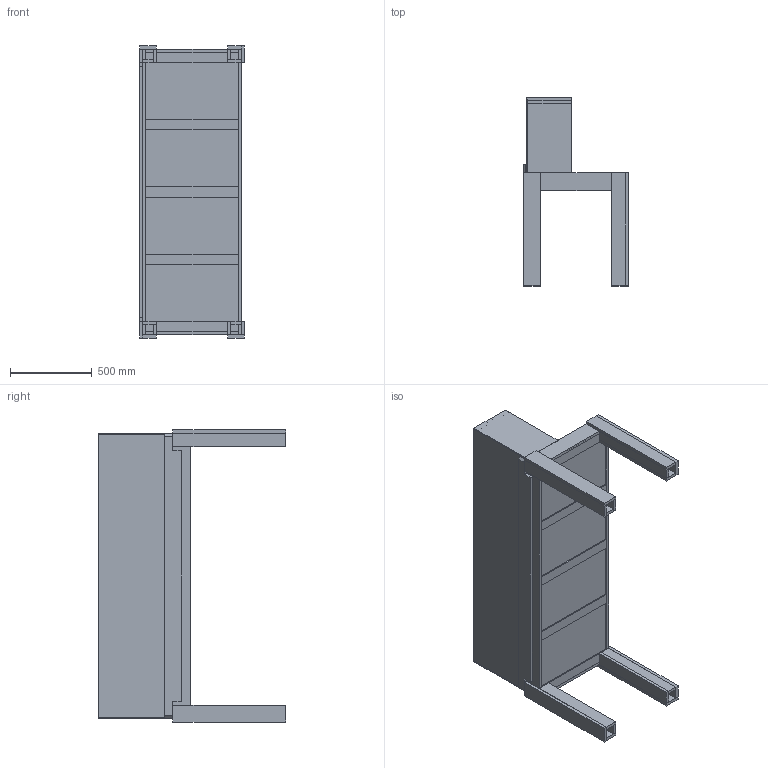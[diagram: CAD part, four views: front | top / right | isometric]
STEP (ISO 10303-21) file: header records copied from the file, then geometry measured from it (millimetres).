
FILE_DESCRIPTION(/* description */ (''),/* implementation_level */ '2;1');
FILE_NAME(/* name */ 'lego table v49.step',/* time_stamp */ '2020-09-25T10:38:30-05:00',/* author */ (''),/* organization */ (''),/* preprocessor_version */ 'ST-DEVELOPER v18.1',/* originating_system */ 'Autodesk Translation Framework v9.3.0.1241',/* authorisation */ '');
FILE_SCHEMA (('AUTOMOTIVE_DESIGN { 1 0 10303 214 3 1 1 }'));
Length unit declared in the file: inch
Products named in the file (28): lego table; back; side; front; front trim; bottom insert; rail support; leg; leg_1; leg_2; leg_3; legA; legB; legC; legD; roller shelf; base; side_1; slider; stiffener; base stiffener; divider; shelf leg a; shelf leg b; shelf; shelf trim; shelf backing; shelf rear support
Assembly tree (51 placements, depth 3):
  lego table
    back
    side  x2
    front
    front trim
    bottom insert
    rail support  x2
    leg
      legA
      legB
      legC
      legD
    leg_1
      legA
      legB
      legC
      legD
    leg_2
      legA
      legB
      legC
      legD
    leg_3
      legA
      legB
      legC
      legD
    roller shelf
      base
      side_1  x2
      stiffener  x3
      slider  x2
    base stiffener  x5
    divider  x3
    shelf leg a
    shelf leg b
    shelf
    shelf trim
    shelf backing
    shelf rear support
Bounding box: 641.35 x 1149.35 x 1790.7 mm (x, y, z)
Volume: 64459815.2 mm3; surface area: 11050158.2 mm2
Topology: 46 solids, 46 shells, 353 faces, 777 edges, 510 vertices
Faces by surface type: plane 317, cylinder 22, cone 8, bspline 6
Full cylindrical faces by diameter (mm): 3.505 x16
Entity records: 6701 total; most frequent: CARTESIAN_POINT 1260, DIRECTION 1014, ORIENTED_EDGE 888, EDGE_CURVE 444, LINE 398, VECTOR 398, AXIS2_PLACEMENT_3D 308, VERTEX_POINT 292
